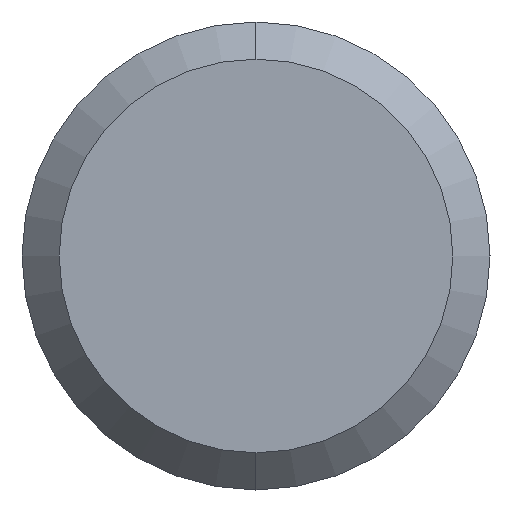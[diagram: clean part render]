
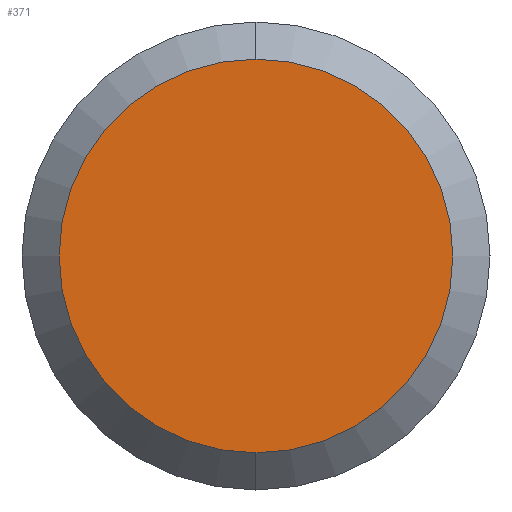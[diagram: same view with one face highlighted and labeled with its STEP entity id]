
A CAD part, left-side view. The second image highlights one B-rep face of the part: STEP entity #371.
In plain terms, the highlighted planar face has unit normal (-1, 0, 0).
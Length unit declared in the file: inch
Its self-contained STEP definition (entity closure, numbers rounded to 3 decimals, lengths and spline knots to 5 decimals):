
#7 = ORIENTED_EDGE ( 'NONE', *, *, #280, .F. ) ;
#22 = CARTESIAN_POINT ( 'NONE',  ( 0., 0., 0. ) ) ;
#66 = FACE_OUTER_BOUND ( 'NONE', #101, .T. ) ;
#93 = CARTESIAN_POINT ( 'NONE',  ( 0., 0.13248, 0. ) ) ;
#99 = VERTEX_POINT ( 'NONE', #136 ) ;
#101 = EDGE_LOOP ( 'NONE', ( #158, #7 ) ) ;
#117 = EDGE_CURVE ( 'NONE', #178, #99, #352, .T. ) ;
#136 = CARTESIAN_POINT ( 'NONE',  ( 0., 0., 0.13248 ) ) ;
#158 = ORIENTED_EDGE ( 'NONE', *, *, #117, .F. ) ;
#174 = PLANE ( 'NONE',  #220 ) ;
#178 = VERTEX_POINT ( 'NONE', #276 ) ;
#197 = DIRECTION ( 'NONE',  ( 1., 0., 0. ) ) ;
#217 = DIRECTION ( 'NONE',  ( 1., 0., 0. ) ) ;
#218 = AXIS2_PLACEMENT_3D ( 'NONE', #22, #217, #247 ) ;
#220 = AXIS2_PLACEMENT_3D ( 'NONE', #93, #322, #295 ) ;
#247 = DIRECTION ( 'NONE',  ( 0., 0., -1. ) ) ;
#249 = CIRCLE ( 'NONE', #265, 0.13248 ) ;
#265 = AXIS2_PLACEMENT_3D ( 'NONE', #314, #197, #321 ) ;
#276 = CARTESIAN_POINT ( 'NONE',  ( 0., 0., -0.13248 ) ) ;
#280 = EDGE_CURVE ( 'NONE', #99, #178, #249, .T. ) ;
#295 = DIRECTION ( 'NONE',  ( 0., 0., 1. ) ) ;
#314 = CARTESIAN_POINT ( 'NONE',  ( 0., 0., 0. ) ) ;
#321 = DIRECTION ( 'NONE',  ( 0., 0., -1. ) ) ;
#322 = DIRECTION ( 'NONE',  ( -1., 0., 0. ) ) ;
#352 = CIRCLE ( 'NONE', #218, 0.13248 ) ;
#371 = ADVANCED_FACE ( 'NONE', ( #66 ), #174, .T. ) ;
